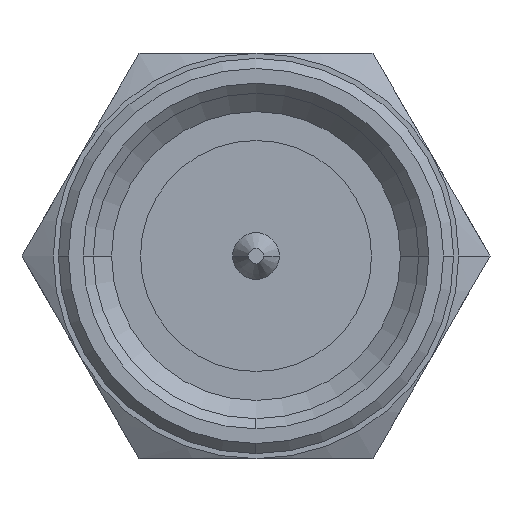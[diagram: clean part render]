
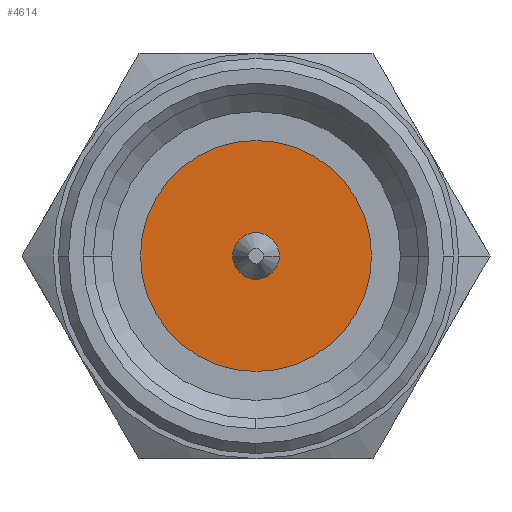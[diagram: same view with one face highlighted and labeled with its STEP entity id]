
A CAD part, left-side view. The second image highlights one B-rep face of the part: STEP entity #4614.
In plain terms, the highlighted planar face has unit normal (-1, 0, 0).
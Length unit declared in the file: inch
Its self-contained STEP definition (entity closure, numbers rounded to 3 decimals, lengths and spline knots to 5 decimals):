
#306 = PLANE ( 'NONE',  #2185 ) ;
#387 = DIRECTION ( 'NONE',  ( 0., -1., 0. ) ) ;
#398 = EDGE_CURVE ( 'NONE', #473, #1900, #1194, .T. ) ;
#402 = DIRECTION ( 'NONE',  ( -1., 0., 0. ) ) ;
#443 = CARTESIAN_POINT ( 'NONE',  ( 0.11811, -0.08976, 0. ) ) ;
#473 = VERTEX_POINT ( 'NONE', #4296 ) ;
#519 = CARTESIAN_POINT ( 'NONE',  ( 0.11811, 0., 0. ) ) ;
#675 = DIRECTION ( 'NONE',  ( 0., 1., 0. ) ) ;
#774 = CARTESIAN_POINT ( 'NONE',  ( 0.11811, 0., 0. ) ) ;
#834 = AXIS2_PLACEMENT_3D ( 'NONE', #774, #1564, #387 ) ;
#932 = AXIS2_PLACEMENT_3D ( 'NONE', #519, #1646, #4165 ) ;
#1105 = DIRECTION ( 'NONE',  ( 0., 1., 0. ) ) ;
#1108 = DIRECTION ( 'NONE',  ( 0., 0., 1. ) ) ;
#1194 = CIRCLE ( 'NONE', #932, 0.01811 ) ;
#1564 = DIRECTION ( 'NONE',  ( -1., 0., 0. ) ) ;
#1646 = DIRECTION ( 'NONE',  ( -1., 0., 0. ) ) ;
#1900 = VERTEX_POINT ( 'NONE', #5158 ) ;
#1998 = CARTESIAN_POINT ( 'NONE',  ( 0.11811, 0., 0. ) ) ;
#2026 = CIRCLE ( 'NONE', #834, 0.01811 ) ;
#2185 = AXIS2_PLACEMENT_3D ( 'NONE', #1998, #402, #1108 ) ;
#2355 = AXIS2_PLACEMENT_3D ( 'NONE', #2673, #4264, #675 ) ;
#2367 = FACE_OUTER_BOUND ( 'NONE', #5098, .T. ) ;
#2465 = VERTEX_POINT ( 'NONE', #4749 ) ;
#2673 = CARTESIAN_POINT ( 'NONE',  ( 0.11811, 0., 0. ) ) ;
#2889 = ORIENTED_EDGE ( 'NONE', *, *, #3852, .F. ) ;
#2954 = CIRCLE ( 'NONE', #2355, 0.08976 ) ;
#2996 = EDGE_LOOP ( 'NONE', ( #3878, #4529 ) ) ;
#3089 = DIRECTION ( 'NONE',  ( -1., 0., 0. ) ) ;
#3194 = EDGE_CURVE ( 'NONE', #2465, #3273, #3954, .T. ) ;
#3273 = VERTEX_POINT ( 'NONE', #443 ) ;
#3609 = FACE_BOUND ( 'NONE', #2996, .T. ) ;
#3619 = AXIS2_PLACEMENT_3D ( 'NONE', #5027, #3089, #1105 ) ;
#3852 = EDGE_CURVE ( 'NONE', #2465, #3273, #2954, .T. ) ;
#3878 = ORIENTED_EDGE ( 'NONE', *, *, #4582, .F. ) ;
#3954 = CIRCLE ( 'NONE', #3619, 0.08976 ) ;
#4165 = DIRECTION ( 'NONE',  ( 0., 1., 0. ) ) ;
#4183 = ORIENTED_EDGE ( 'NONE', *, *, #3194, .T. ) ;
#4264 = DIRECTION ( 'NONE',  ( 1., 0., 0. ) ) ;
#4296 = CARTESIAN_POINT ( 'NONE',  ( 0.11811, 0.01811, 0. ) ) ;
#4529 = ORIENTED_EDGE ( 'NONE', *, *, #398, .F. ) ;
#4582 = EDGE_CURVE ( 'NONE', #1900, #473, #2026, .T. ) ;
#4614 = ADVANCED_FACE ( 'NONE', ( #3609, #2367 ), #306, .T. ) ;
#4749 = CARTESIAN_POINT ( 'NONE',  ( 0.11811, 0.08976, 0. ) ) ;
#5027 = CARTESIAN_POINT ( 'NONE',  ( 0.11811, 0., 0. ) ) ;
#5098 = EDGE_LOOP ( 'NONE', ( #4183, #2889 ) ) ;
#5158 = CARTESIAN_POINT ( 'NONE',  ( 0.11811, -0.01811, 0. ) ) ;
